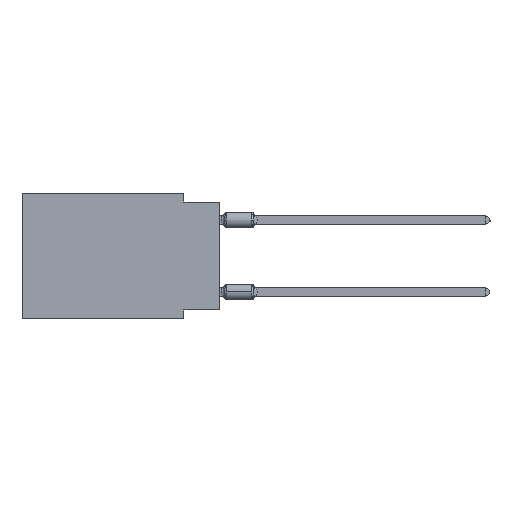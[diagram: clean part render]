
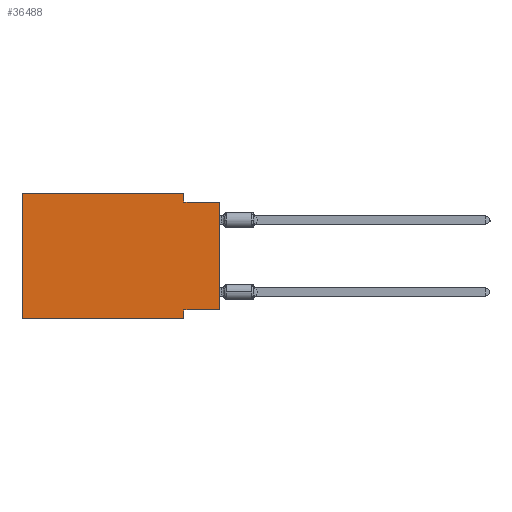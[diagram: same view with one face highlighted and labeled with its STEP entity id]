
A CAD part, left-side view. The second image highlights one B-rep face of the part: STEP entity #36488.
In plain terms, the highlighted planar face has unit normal (-1, 0, 0).
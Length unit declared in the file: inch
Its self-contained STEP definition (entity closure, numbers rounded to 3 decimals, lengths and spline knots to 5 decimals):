
#400 = VECTOR ( 'NONE', #6127, 39.37008 ) ;
#739 = DIRECTION ( 'NONE',  ( 0., -1., 0. ) ) ;
#1892 = ORIENTED_EDGE ( 'NONE', *, *, #38855, .F. ) ;
#2770 = CARTESIAN_POINT ( 'NONE',  ( 0., 0.55, -0.35 ) ) ;
#3385 = DIRECTION ( 'NONE',  ( 0., -1., 0. ) ) ;
#4715 = CARTESIAN_POINT ( 'NONE',  ( 0., 0., -0.025 ) ) ;
#6127 = DIRECTION ( 'NONE',  ( 0., 0., -1. ) ) ;
#6497 = DIRECTION ( 'NONE',  ( 0., -1., 0. ) ) ;
#7083 = DIRECTION ( 'NONE',  ( 1., 0., 0. ) ) ;
#7321 = FACE_OUTER_BOUND ( 'NONE', #11559, .T. ) ;
#7670 = CARTESIAN_POINT ( 'NONE',  ( 0., 0.1, -0.025 ) ) ;
#8394 = VECTOR ( 'NONE', #3385, 39.37008 ) ;
#8509 = ORIENTED_EDGE ( 'NONE', *, *, #39274, .F. ) ;
#8578 = VERTEX_POINT ( 'NONE', #15363 ) ;
#10067 = DIRECTION ( 'NONE',  ( 0., 0., -1. ) ) ;
#10517 = LINE ( 'NONE', #37062, #26573 ) ;
#11272 = PLANE ( 'NONE',  #18649 ) ;
#11559 = EDGE_LOOP ( 'NONE', ( #24436, #27952, #40611, #38701, #8509, #37874, #31805, #1892 ) ) ;
#11683 = CARTESIAN_POINT ( 'NONE',  ( 0., 0.55, 0. ) ) ;
#11776 = DIRECTION ( 'NONE',  ( 0., 1., 0. ) ) ;
#11949 = LINE ( 'NONE', #32627, #18706 ) ;
#12629 = EDGE_CURVE ( 'NONE', #44959, #34849, #28725, .T. ) ;
#12906 = EDGE_CURVE ( 'NONE', #44580, #34849, #10517, .T. ) ;
#13365 = CARTESIAN_POINT ( 'NONE',  ( 0., 0.1, 0. ) ) ;
#13572 = LINE ( 'NONE', #38414, #27929 ) ;
#14722 = VECTOR ( 'NONE', #739, 39.37008 ) ;
#15363 = CARTESIAN_POINT ( 'NONE',  ( 0., 0.1, 0. ) ) ;
#17031 = VECTOR ( 'NONE', #6497, 39.37008 ) ;
#17042 = VERTEX_POINT ( 'NONE', #43810 ) ;
#18484 = CARTESIAN_POINT ( 'NONE',  ( 0., 0.55, 0. ) ) ;
#18561 = EDGE_CURVE ( 'NONE', #8578, #44959, #37494, .T. ) ;
#18649 = AXIS2_PLACEMENT_3D ( 'NONE', #18484, #7083, #21278 ) ;
#18693 = DIRECTION ( 'NONE',  ( 0., 0., 1. ) ) ;
#18706 = VECTOR ( 'NONE', #18693, 39.37008 ) ;
#19441 = VECTOR ( 'NONE', #11776, 39.37008 ) ;
#21278 = DIRECTION ( 'NONE',  ( 0., 0., -1. ) ) ;
#21766 = CARTESIAN_POINT ( 'NONE',  ( 0., 0., -0.025 ) ) ;
#21913 = CARTESIAN_POINT ( 'NONE',  ( 0., 0., -0.325 ) ) ;
#22686 = LINE ( 'NONE', #36838, #19441 ) ;
#23146 = DIRECTION ( 'NONE',  ( 0., 0., 1. ) ) ;
#24436 = ORIENTED_EDGE ( 'NONE', *, *, #12906, .T. ) ;
#24669 = VERTEX_POINT ( 'NONE', #31401 ) ;
#26573 = VECTOR ( 'NONE', #23146, 39.37008 ) ;
#27929 = VECTOR ( 'NONE', #10067, 39.37008 ) ;
#27952 = ORIENTED_EDGE ( 'NONE', *, *, #12629, .F. ) ;
#28139 = VERTEX_POINT ( 'NONE', #30836 ) ;
#28725 = LINE ( 'NONE', #21766, #8394 ) ;
#30692 = EDGE_CURVE ( 'NONE', #42017, #24669, #13572, .T. ) ;
#30836 = CARTESIAN_POINT ( 'NONE',  ( 0., 0.55, 0. ) ) ;
#31401 = CARTESIAN_POINT ( 'NONE',  ( 0., 0.1, -0.35 ) ) ;
#31805 = ORIENTED_EDGE ( 'NONE', *, *, #30692, .F. ) ;
#32627 = CARTESIAN_POINT ( 'NONE',  ( 0., 0.55, 0. ) ) ;
#33043 = LINE ( 'NONE', #11683, #14722 ) ;
#33199 = EDGE_CURVE ( 'NONE', #28139, #8578, #33043, .T. ) ;
#34179 = EDGE_CURVE ( 'NONE', #17042, #24669, #35077, .T. ) ;
#34849 = VERTEX_POINT ( 'NONE', #4715 ) ;
#35077 = LINE ( 'NONE', #2770, #17031 ) ;
#36471 = CARTESIAN_POINT ( 'NONE',  ( 0., 0.1, -0.325 ) ) ;
#36488 = ADVANCED_FACE ( 'NONE', ( #7321 ), #11272, .F. ) ;
#36838 = CARTESIAN_POINT ( 'NONE',  ( 0., 0., -0.325 ) ) ;
#37062 = CARTESIAN_POINT ( 'NONE',  ( 0., 0., 0. ) ) ;
#37494 = LINE ( 'NONE', #13365, #400 ) ;
#37874 = ORIENTED_EDGE ( 'NONE', *, *, #34179, .T. ) ;
#38414 = CARTESIAN_POINT ( 'NONE',  ( 0., 0.1, -0.35 ) ) ;
#38701 = ORIENTED_EDGE ( 'NONE', *, *, #33199, .F. ) ;
#38855 = EDGE_CURVE ( 'NONE', #44580, #42017, #22686, .T. ) ;
#39274 = EDGE_CURVE ( 'NONE', #17042, #28139, #11949, .T. ) ;
#40611 = ORIENTED_EDGE ( 'NONE', *, *, #18561, .F. ) ;
#42017 = VERTEX_POINT ( 'NONE', #36471 ) ;
#43810 = CARTESIAN_POINT ( 'NONE',  ( 0., 0.55, -0.35 ) ) ;
#44580 = VERTEX_POINT ( 'NONE', #21913 ) ;
#44959 = VERTEX_POINT ( 'NONE', #7670 ) ;
